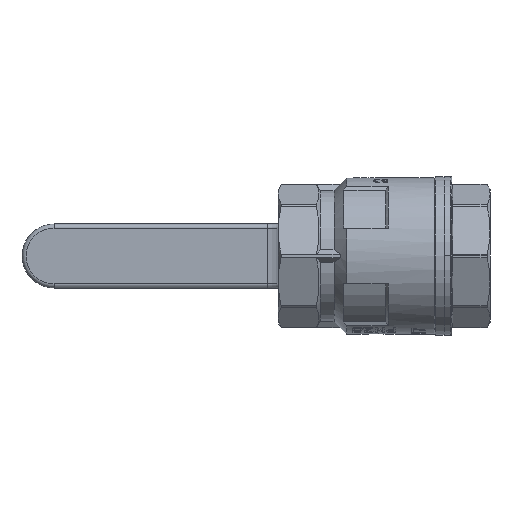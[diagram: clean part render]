
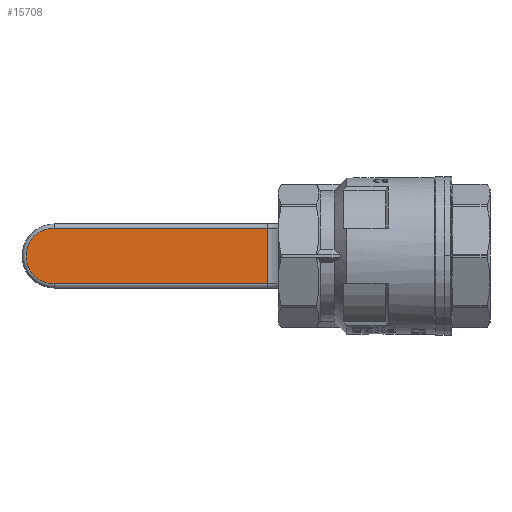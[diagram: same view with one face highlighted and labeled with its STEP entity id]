
A CAD part, front view. The second image highlights one B-rep face of the part: STEP entity #15708.
In plain terms, the highlighted planar face has unit normal (0, -1, 0).
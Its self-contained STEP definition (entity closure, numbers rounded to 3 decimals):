
#972=CIRCLE('',#17081,10.);
#1722=LINE('',#54054,#2529);
#1724=LINE('',#54066,#2531);
#1784=LINE('',#54241,#2591);
#2529=VECTOR('',#20382,1000.);
#2531=VECTOR('',#20396,1000.);
#2591=VECTOR('',#20512,1000.);
#2988=PLANE('',#17112);
#8391=ORIENTED_EDGE('',*,*,#10970,.T.);
#8392=ORIENTED_EDGE('',*,*,#10892,.T.);
#8393=ORIENTED_EDGE('',*,*,#10889,.T.);
#8394=ORIENTED_EDGE('',*,*,#10886,.T.);
#10886=EDGE_CURVE('',#12526,#12524,#1722,.T.);
#10889=EDGE_CURVE('',#12528,#12526,#972,.T.);
#10892=EDGE_CURVE('',#12530,#12528,#1724,.T.);
#10970=EDGE_CURVE('',#12524,#12530,#1784,.T.);
#12524=VERTEX_POINT('',#54045);
#12526=VERTEX_POINT('',#54051);
#12528=VERTEX_POINT('',#54057);
#12530=VERTEX_POINT('',#54063);
#13817=EDGE_LOOP('',(#8391,#8392,#8393,#8394));
#14771=FACE_BOUND('',#13817,.T.);
#15708=ADVANCED_FACE('',(#14771),#2988,.F.);
#17081=AXIS2_PLACEMENT_3D('',#54060,#20389,#20390);
#17112=AXIS2_PLACEMENT_3D('',#54243,#20514,#20515);
#20382=DIRECTION('',(-1.,0.,0.));
#20389=DIRECTION('',(0.,-1.,0.));
#20390=DIRECTION('',(0.,0.,1.));
#20396=DIRECTION('',(1.,0.,0.));
#20512=DIRECTION('',(0.,0.,-1.));
#20514=DIRECTION('',(0.,1.,0.));
#20515=DIRECTION('',(0.,0.,1.));
#54045=CARTESIAN_POINT('',(41.958,13.,10.));
#54051=CARTESIAN_POINT('',(118.5,13.,10.));
#54054=CARTESIAN_POINT('',(41.958,13.,10.));
#54057=CARTESIAN_POINT('',(118.5,13.,-10.));
#54060=CARTESIAN_POINT('',(118.5,13.,0.));
#54063=CARTESIAN_POINT('',(41.958,13.,-10.));
#54066=CARTESIAN_POINT('',(118.5,13.,-10.));
#54241=CARTESIAN_POINT('',(41.958,13.,40.));
#54243=CARTESIAN_POINT('',(37.,13.,40.));
